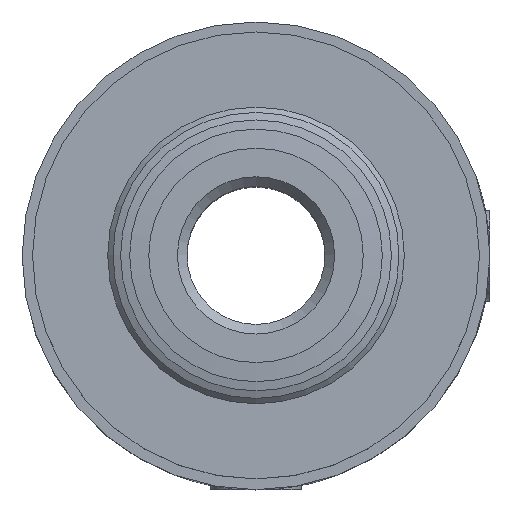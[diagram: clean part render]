
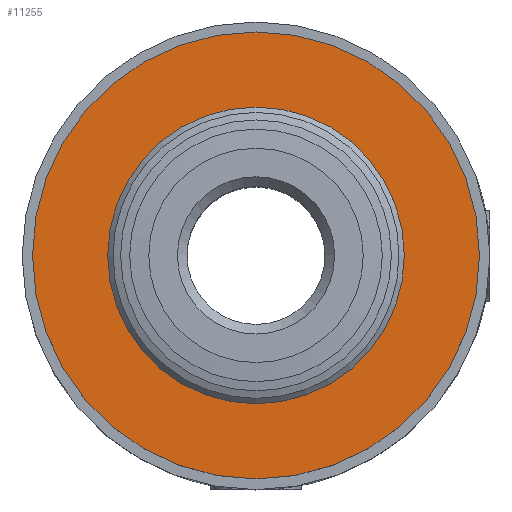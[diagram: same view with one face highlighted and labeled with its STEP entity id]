
A CAD part, top view. The second image highlights one B-rep face of the part: STEP entity #11255.
In plain terms, the highlighted planar face has unit normal (0, 0, 1).
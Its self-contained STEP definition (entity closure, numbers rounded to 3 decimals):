
#5260 = CYLINDRICAL_SURFACE('',#5261,8.1);
#5261 = AXIS2_PLACEMENT_3D('',#5262,#5263,#5264);
#5262 = CARTESIAN_POINT('',(0.,0.,14.25));
#5263 = DIRECTION('',(0.,0.,-1.));
#5264 = DIRECTION('',(1.,0.,0.));
#9944 = VERTEX_POINT('',#9945);
#9945 = CARTESIAN_POINT('',(8.1,0.,15.25));
#9966 = EDGE_CURVE('',#9944,#9944,#9967,.T.);
#9967 = SURFACE_CURVE('',#9968,(#9973,#9980),.PCURVE_S1.);
#9968 = CIRCLE('',#9969,8.1);
#9969 = AXIS2_PLACEMENT_3D('',#9970,#9971,#9972);
#9970 = CARTESIAN_POINT('',(0.,0.,15.25));
#9971 = DIRECTION('',(0.,0.,1.));
#9972 = DIRECTION('',(1.,0.,0.));
#9973 = PCURVE('',#5260,#9974);
#9974 = DEFINITIONAL_REPRESENTATION('',(#9975),#9979);
#9975 = LINE('',#9976,#9977);
#9976 = CARTESIAN_POINT('',(0.,-1.));
#9977 = VECTOR('',#9978,1.);
#9978 = DIRECTION('',(-1.,0.));
#9979 = ( GEOMETRIC_REPRESENTATION_CONTEXT(2) 
PARAMETRIC_REPRESENTATION_CONTEXT() REPRESENTATION_CONTEXT('2D SPACE',''
  ) );
#9980 = PCURVE('',#9981,#9986);
#9981 = PLANE('',#9982);
#9982 = AXIS2_PLACEMENT_3D('',#9983,#9984,#9985);
#9983 = CARTESIAN_POINT('',(8.1,0.,15.25));
#9984 = DIRECTION('',(0.,0.,-1.));
#9985 = DIRECTION('',(-1.,0.,0.));
#9986 = DEFINITIONAL_REPRESENTATION('',(#9987),#9995);
#9987 = ( BOUNDED_CURVE() B_SPLINE_CURVE(2,(#9988,#9989,#9990,#9991,
#9992,#9993,#9994),.UNSPECIFIED.,.F.,.F.) B_SPLINE_CURVE_WITH_KNOTS((1,2
    ,2,2,2,1),(-2.094,0.,2.094,4.189,
6.283,8.378),.UNSPECIFIED.) CURVE() 
GEOMETRIC_REPRESENTATION_ITEM() RATIONAL_B_SPLINE_CURVE((1.,0.5,1.,0.5,
1.,0.5,1.)) REPRESENTATION_ITEM('') );
#9988 = CARTESIAN_POINT('',(0.,0.));
#9989 = CARTESIAN_POINT('',(0.,14.03));
#9990 = CARTESIAN_POINT('',(12.15,7.015));
#9991 = CARTESIAN_POINT('',(24.3,0.));
#9992 = CARTESIAN_POINT('',(12.15,-7.015));
#9993 = CARTESIAN_POINT('',(0.,-14.03));
#9994 = CARTESIAN_POINT('',(0.,0.));
#9995 = ( GEOMETRIC_REPRESENTATION_CONTEXT(2) 
PARAMETRIC_REPRESENTATION_CONTEXT() REPRESENTATION_CONTEXT('2D SPACE',''
  ) );
#11255 = ADVANCED_FACE('',(#11256,#11259),#9981,.F.);
#11256 = FACE_BOUND('',#11257,.F.);
#11257 = EDGE_LOOP('',(#11258));
#11258 = ORIENTED_EDGE('',*,*,#9966,.F.);
#11259 = FACE_BOUND('',#11260,.F.);
#11260 = EDGE_LOOP('',(#11261));
#11261 = ORIENTED_EDGE('',*,*,#11262,.T.);
#11262 = EDGE_CURVE('',#11263,#11263,#11265,.T.);
#11263 = VERTEX_POINT('',#11264);
#11264 = CARTESIAN_POINT('',(5.375,0.,15.25));
#11265 = SURFACE_CURVE('',#11266,(#11271,#11282),.PCURVE_S1.);
#11266 = CIRCLE('',#11267,5.375);
#11267 = AXIS2_PLACEMENT_3D('',#11268,#11269,#11270);
#11268 = CARTESIAN_POINT('',(0.,0.,15.25));
#11269 = DIRECTION('',(0.,0.,1.));
#11270 = DIRECTION('',(1.,0.,0.));
#11271 = PCURVE('',#9981,#11272);
#11272 = DEFINITIONAL_REPRESENTATION('',(#11273),#11281);
#11273 = ( BOUNDED_CURVE() B_SPLINE_CURVE(2,(#11274,#11275,#11276,#11277
    ,#11278,#11279,#11280),.UNSPECIFIED.,.F.,.F.) 
B_SPLINE_CURVE_WITH_KNOTS((1,2,2,2,2,1),(-2.094,0.,
    2.094,4.189,6.283,8.378),
.UNSPECIFIED.) CURVE() GEOMETRIC_REPRESENTATION_ITEM() 
RATIONAL_B_SPLINE_CURVE((1.,0.5,1.,0.5,1.,0.5,1.)) REPRESENTATION_ITEM(
  '') );
#11274 = CARTESIAN_POINT('',(2.725,0.));
#11275 = CARTESIAN_POINT('',(2.725,9.31));
#11276 = CARTESIAN_POINT('',(10.788,4.655));
#11277 = CARTESIAN_POINT('',(18.85,0.));
#11278 = CARTESIAN_POINT('',(10.788,-4.655));
#11279 = CARTESIAN_POINT('',(2.725,-9.31));
#11280 = CARTESIAN_POINT('',(2.725,0.));
#11281 = ( GEOMETRIC_REPRESENTATION_CONTEXT(2) 
PARAMETRIC_REPRESENTATION_CONTEXT() REPRESENTATION_CONTEXT('2D SPACE',''
  ) );
#11282 = PCURVE('',#11283,#11288);
#11283 = CYLINDRICAL_SURFACE('',#11284,5.375);
#11284 = AXIS2_PLACEMENT_3D('',#11285,#11286,#11287);
#11285 = CARTESIAN_POINT('',(0.,0.,15.25));
#11286 = DIRECTION('',(0.,0.,-1.));
#11287 = DIRECTION('',(1.,0.,0.));
#11288 = DEFINITIONAL_REPRESENTATION('',(#11289),#11293);
#11289 = LINE('',#11290,#11291);
#11290 = CARTESIAN_POINT('',(0.,0.));
#11291 = VECTOR('',#11292,1.);
#11292 = DIRECTION('',(-1.,0.));
#11293 = ( GEOMETRIC_REPRESENTATION_CONTEXT(2) 
PARAMETRIC_REPRESENTATION_CONTEXT() REPRESENTATION_CONTEXT('2D SPACE',''
  ) );
